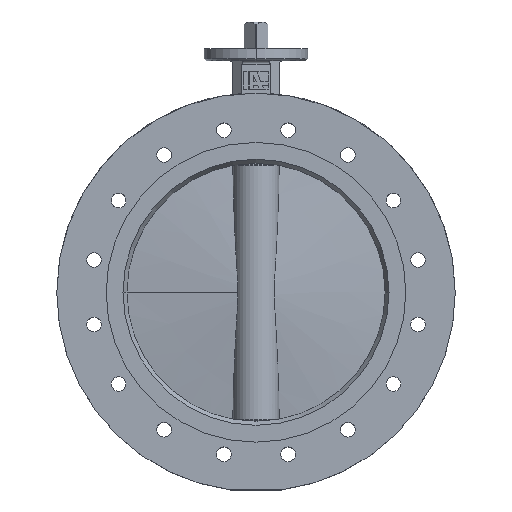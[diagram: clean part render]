
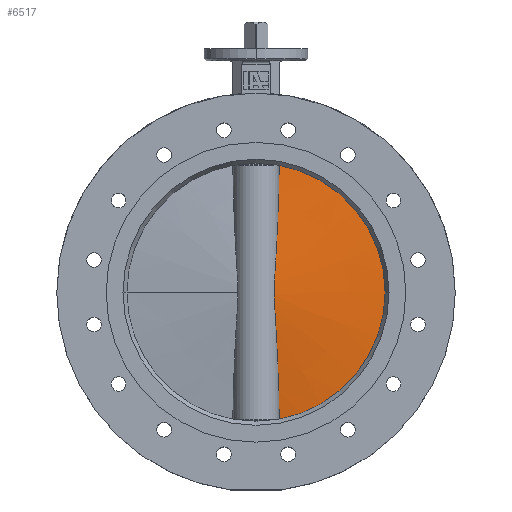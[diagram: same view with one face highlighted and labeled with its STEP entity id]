
A CAD part, top view. The second image highlights one B-rep face of the part: STEP entity #6517.
In plain terms, the highlighted conical face has half-angle 83.838 degrees and reference radius 9262.33 mm.
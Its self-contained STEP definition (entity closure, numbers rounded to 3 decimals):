
#118 = CIRCLE ( 'NONE', #1554, 193.633 ) ;
#690 = ORIENTED_EDGE ( 'NONE', *, *, #834, .T. ) ;
#691 = ORIENTED_EDGE ( 'NONE', *, *, #795, .T. ) ;
#709 = B_SPLINE_CURVE_WITH_KNOTS ( 'NONE', 3,
 ( #2734, #2735, #2739, #2740, #2741, #2742, #2743, #2744, #2745, #2746, #2747, #2748, #2749, #2750, #2751, #2752, #2753, #2754, #2755, #2756, #2757, #2758, #2759, #2760, #2761, #2762, #2763, #2764, #2765, #2766, #2767, #2768, #2769, #2770, #2771, #2772 ),
 .UNSPECIFIED., .F., .F.,
 ( 4, 2, 2, 2, 2, 2, 2, 2, 2, 2, 2, 2, 2, 2, 2, 2, 2, 4 ),
 ( -0.172, -0.124, -0.076, -0.053, -0.029, -0.017, -0.005, 0.007, 0.019, 0.031, 0.037, 0.043, 0.055, 0.067, 0.091, 0.115, 0.162, 0.21 ),
 .UNSPECIFIED. ) ;
#795 = EDGE_CURVE ( 'NONE', #6691, #6698, #2510, .T. ) ;
#833 = EDGE_CURVE ( 'NONE', #6691, #6723, #709, .T. ) ;
#834 = EDGE_CURVE ( 'NONE', #6698, #6723, #118, .T. ) ;
#1532 = AXIS2_PLACEMENT_3D ( 'NONE', #2553, #2554, #2555 ) ;
#1554 = AXIS2_PLACEMENT_3D ( 'NONE', #2773, #2774, #2775 ) ;
#2206 = EDGE_LOOP ( 'NONE', ( #2806, #691, #690 ) ) ;
#2510 = CIRCLE ( 'NONE', #1532, 193.633 ) ;
#2553 = CARTESIAN_POINT ( 'NONE',  ( 4.095, 0., 0. ) ) ;
#2554 = DIRECTION ( 'NONE',  ( 1., 0., 0. ) ) ;
#2555 = DIRECTION ( 'NONE',  ( 0., 0., -1. ) ) ;
#2734 = CARTESIAN_POINT ( 'NONE',  ( 4.095, -190.487, -34.76 ) ) ;
#2735 = CARTESIAN_POINT ( 'NONE',  ( 5.784, -174.614, -34.561 ) ) ;
#2739 = CARTESIAN_POINT ( 'NONE',  ( 7.471, -158.743, -34.238 ) ) ;
#2740 = CARTESIAN_POINT ( 'NONE',  ( 10.828, -127.004, -33.328 ) ) ;
#2741 = CARTESIAN_POINT ( 'NONE',  ( 12.5, -111.14, -32.741 ) ) ;
#2742 = CARTESIAN_POINT ( 'NONE',  ( 14.972, -87.351, -31.649 ) ) ;
#2743 = CARTESIAN_POINT ( 'NONE',  ( 15.79, -79.423, -31.249 ) ) ;
#2744 = CARTESIAN_POINT ( 'NONE',  ( 17.399, -63.566, -30.383 ) ) ;
#2745 = CARTESIAN_POINT ( 'NONE',  ( 18.192, -55.639, -29.914 ) ) ;
#2746 = CARTESIAN_POINT ( 'NONE',  ( 19.326, -43.743, -29.184 ) ) ;
#2747 = CARTESIAN_POINT ( 'NONE',  ( 19.695, -39.777, -28.936 ) ) ;
#2748 = CARTESIAN_POINT ( 'NONE',  ( 20.397, -31.842, -28.446 ) ) ;
#2749 = CARTESIAN_POINT ( 'NONE',  ( 20.73, -27.872, -28.203 ) ) ;
#2750 = CARTESIAN_POINT ( 'NONE',  ( 21.324, -19.924, -27.756 ) ) ;
#2751 = CARTESIAN_POINT ( 'NONE',  ( 21.585, -15.944, -27.553 ) ) ;
#2752 = CARTESIAN_POINT ( 'NONE',  ( 21.958, -7.985, -27.256 ) ) ;
#2753 = CARTESIAN_POINT ( 'NONE',  ( 22.067, -4.004, -27.167 ) ) ;
#2754 = CARTESIAN_POINT ( 'NONE',  ( 22.067, 3.96, -27.167 ) ) ;
#2755 = CARTESIAN_POINT ( 'NONE',  ( 21.96, 7.943, -27.255 ) ) ;
#2756 = CARTESIAN_POINT ( 'NONE',  ( 21.68, 13.92, -27.477 ) ) ;
#2757 = CARTESIAN_POINT ( 'NONE',  ( 21.568, 15.912, -27.565 ) ) ;
#2758 = CARTESIAN_POINT ( 'NONE',  ( 21.317, 19.893, -27.76 ) ) ;
#2759 = CARTESIAN_POINT ( 'NONE',  ( 21.178, 21.882, -27.866 ) ) ;
#2760 = CARTESIAN_POINT ( 'NONE',  ( 20.733, 27.844, -28.201 ) ) ;
#2761 = CARTESIAN_POINT ( 'NONE',  ( 20.399, 31.814, -28.444 ) ) ;
#2762 = CARTESIAN_POINT ( 'NONE',  ( 19.698, 39.751, -28.934 ) ) ;
#2763 = CARTESIAN_POINT ( 'NONE',  ( 19.329, 43.717, -29.182 ) ) ;
#2764 = CARTESIAN_POINT ( 'NONE',  ( 18.194, 55.615, -29.913 ) ) ;
#2765 = CARTESIAN_POINT ( 'NONE',  ( 17.401, 63.544, -30.381 ) ) ;
#2766 = CARTESIAN_POINT ( 'NONE',  ( 15.792, 79.403, -31.248 ) ) ;
#2767 = CARTESIAN_POINT ( 'NONE',  ( 14.974, 87.333, -31.648 ) ) ;
#2768 = CARTESIAN_POINT ( 'NONE',  ( 12.501, 111.126, -32.741 ) ) ;
#2769 = CARTESIAN_POINT ( 'NONE',  ( 10.829, 126.992, -33.328 ) ) ;
#2770 = CARTESIAN_POINT ( 'NONE',  ( 7.472, 158.736, -34.237 ) ) ;
#2771 = CARTESIAN_POINT ( 'NONE',  ( 5.785, 174.611, -34.561 ) ) ;
#2772 = CARTESIAN_POINT ( 'NONE',  ( 4.095, 190.487, -34.76 ) ) ;
#2773 = CARTESIAN_POINT ( 'NONE',  ( 4.095, 0., 0. ) ) ;
#2774 = DIRECTION ( 'NONE',  ( 1., 0., 0. ) ) ;
#2775 = DIRECTION ( 'NONE',  ( 0., 0., -1. ) ) ;
#2806 = ORIENTED_EDGE ( 'NONE', *, *, #833, .F. ) ;
#5032 = FACE_OUTER_BOUND ( 'NONE', #2206, .T. ) ;
#5036 = CONICAL_SURFACE ( 'NONE', #6250, 9262.327, 1.463 ) ;
#5769 = DIRECTION ( 'NONE',  ( 0., 0., 1. ) ) ;
#5770 = CARTESIAN_POINT ( 'NONE',  ( -975., 0., 0. ) ) ;
#5771 = DIRECTION ( 'NONE',  ( -1., 0., 0. ) ) ;
#6011 = CARTESIAN_POINT ( 'NONE',  ( 4.095, 0., -193.633 ) ) ;
#6016 = CARTESIAN_POINT ( 'NONE',  ( 4.095, -190.487, -34.76 ) ) ;
#6044 = CARTESIAN_POINT ( 'NONE',  ( 4.095, 190.487, -34.76 ) ) ;
#6250 = AXIS2_PLACEMENT_3D ( 'NONE', #5770, #5771, #5769 ) ;
#6517 = ADVANCED_FACE ( 'NONE', ( #5032 ), #5036, .T. ) ;
#6691 = VERTEX_POINT ( 'NONE', #6016 ) ;
#6698 = VERTEX_POINT ( 'NONE', #6011 ) ;
#6723 = VERTEX_POINT ( 'NONE', #6044 ) ;
